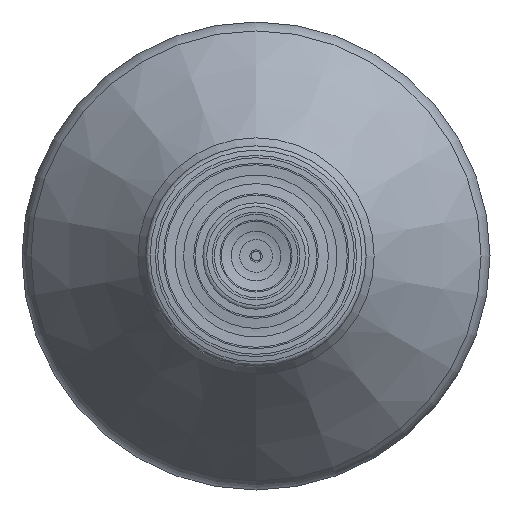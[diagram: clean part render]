
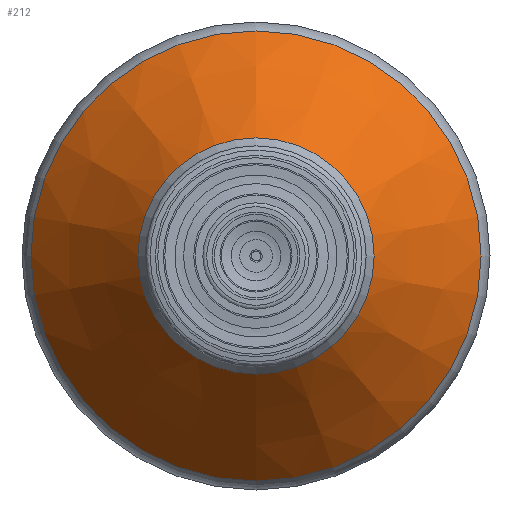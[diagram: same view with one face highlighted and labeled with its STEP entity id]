
A CAD part, left-side view. The second image highlights one B-rep face of the part: STEP entity #212.
In plain terms, the highlighted conical face has half-angle 38.367 degrees and reference radius 16.352 mm.
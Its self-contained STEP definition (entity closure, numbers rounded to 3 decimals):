
#190=CONICAL_SURFACE('',#848,16.352,38.367);
#212=ADVANCED_FACE('',(#296,#297),#190,.T.);
#296=FACE_BOUND('',#415,.T.);
#297=FACE_BOUND('',#416,.T.);
#415=EDGE_LOOP('',(#537));
#416=EDGE_LOOP('',(#538));
#537=ORIENTED_EDGE('',*,*,#706,.T.);
#538=ORIENTED_EDGE('',*,*,#705,.F.);
#644=VERTEX_POINT('',#1185);
#645=VERTEX_POINT('',#1188);
#705=EDGE_CURVE('',#644,#644,#766,.T.);
#706=EDGE_CURVE('',#645,#645,#767,.T.);
#766=CIRCLE('',#845,16.352);
#767=CIRCLE('',#847,8.58);
#845=AXIS2_PLACEMENT_3D('',#1184,#963,#964);
#847=AXIS2_PLACEMENT_3D('',#1187,#967,#968);
#848=AXIS2_PLACEMENT_3D('',#1189,#969,#970);
#963=DIRECTION('',(1.,0.,0.));
#964=DIRECTION('',(0.,0.,1.));
#967=DIRECTION('',(1.,0.,0.));
#968=DIRECTION('',(0.,0.,1.));
#969=DIRECTION('',(1.,0.,0.));
#970=DIRECTION('',(0.,0.,-1.));
#1184=CARTESIAN_POINT('',(48.182,0.,0.));
#1185=CARTESIAN_POINT('',(48.182,0.,16.352));
#1187=CARTESIAN_POINT('',(38.364,0.,0.));
#1188=CARTESIAN_POINT('',(38.364,0.,8.58));
#1189=CARTESIAN_POINT('',(48.182,0.,0.));
